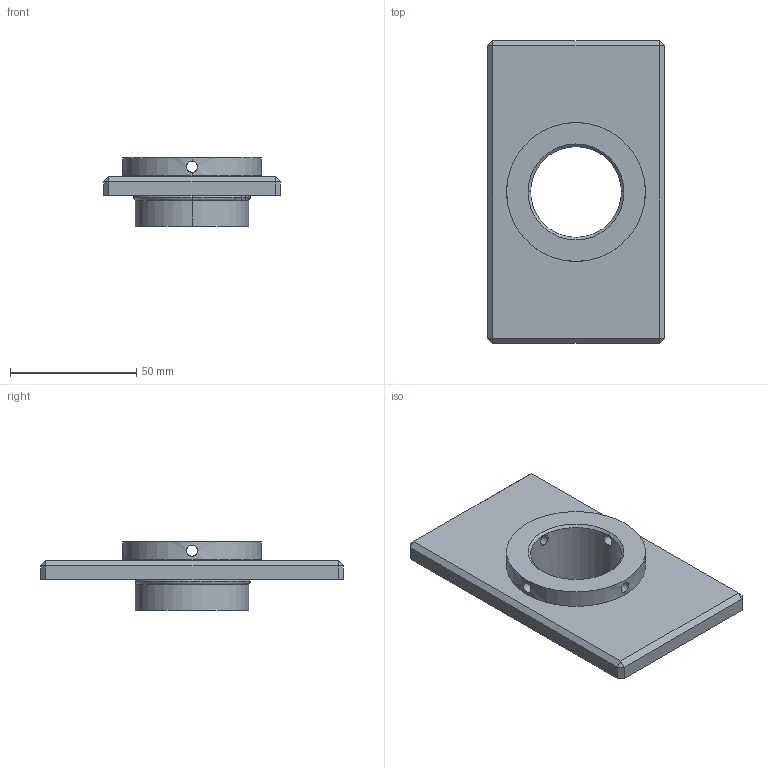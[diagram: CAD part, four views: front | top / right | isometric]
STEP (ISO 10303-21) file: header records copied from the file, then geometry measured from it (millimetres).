
FILE_DESCRIPTION (( 'STEP AP203' ), '1' );
FILE_NAME ('181-0510-05-W.STEP', '2021-04-14T13:37:16', ( '' ), ( '' ), 'SwSTEP 2.0', 'SolidWorks 2018', '' );
FILE_SCHEMA (( 'CONFIG_CONTROL_DESIGN' ));
Length unit declared in the file: millimetre
Products named in the file (2): 181-0510-05-W
Bounding box: 70 x 120 x 27 mm (x, y, z)
Volume: 68038.2 mm3; surface area: 30281.1 mm2
Topology: 4 solids, 4 shells, 364 faces, 959 edges, 632 vertices
Faces by surface type: plane 188, bspline 128, cylinder 40, torus 4, cone 4
Entity records: 18500 total; most frequent: CARTESIAN_POINT 10179, ORIENTED_EDGE 1918, DIRECTION 1229, EDGE_CURVE 959, VERTEX_POINT 632, VECTOR 605, LINE 605, EDGE_LOOP 409
